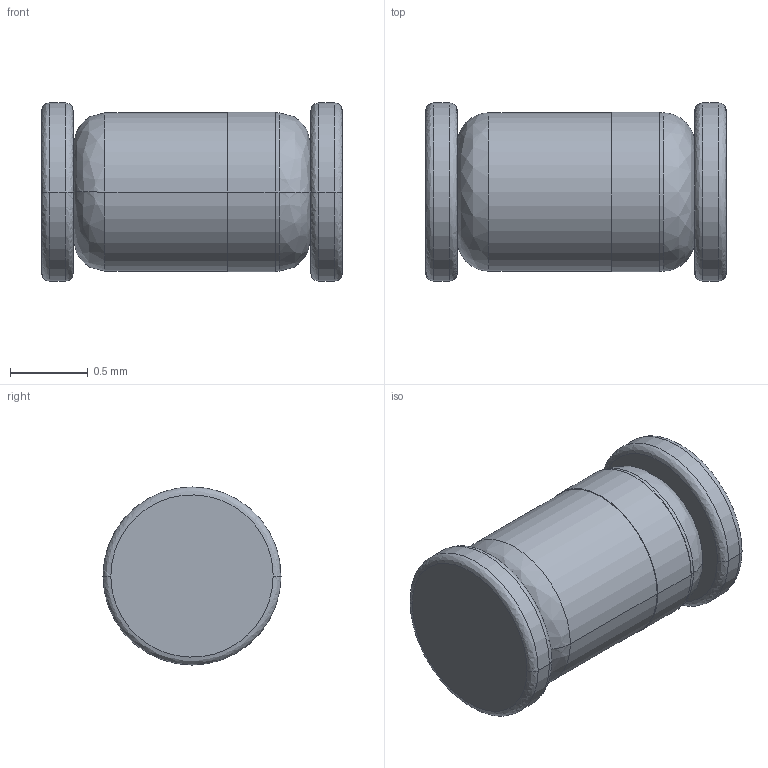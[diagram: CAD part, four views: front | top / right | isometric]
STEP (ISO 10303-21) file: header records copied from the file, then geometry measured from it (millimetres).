
FILE_DESCRIPTION(('FreeCAD Model'),'2;1');
FILE_NAME('Fusion.step', '2017-07-04T17:48:06',('Author'),(''), 'Open CASCADE STEP processor 6.8','FreeCAD','Unknown');
FILE_SCHEMA(('AUTOMOTIVE_DESIGN_CC2 { 1 2 10303 214 -1 1 5 4 }'));
Length unit declared in the file: millimetre
Products named in the file (2): ASSEMBLY; Fusion
Assembly tree (1 placements, depth 2):
  ASSEMBLY
    Fusion
Bounding box: 1.93 x 1.14 x 1.14 mm (x, y, z)
Volume: 1.6 mm3; surface area: 10 mm2
Topology: 1 solids, 1 shells, 28 faces, 54 edges, 32 vertices
Faces by surface type: bspline 12, cylinder 10, plane 6
Entity records: 3612 total; most frequent: CARTESIAN_POINT 2468, DIRECTION 128, ORIENTED_EDGE 108, PCURVE 108, DEFINITIONAL_REPRESENTATION 108, B_SPLINE_CURVE_WITH_KNOTS 78, EDGE_CURVE 54, SURFACE_CURVE 54
